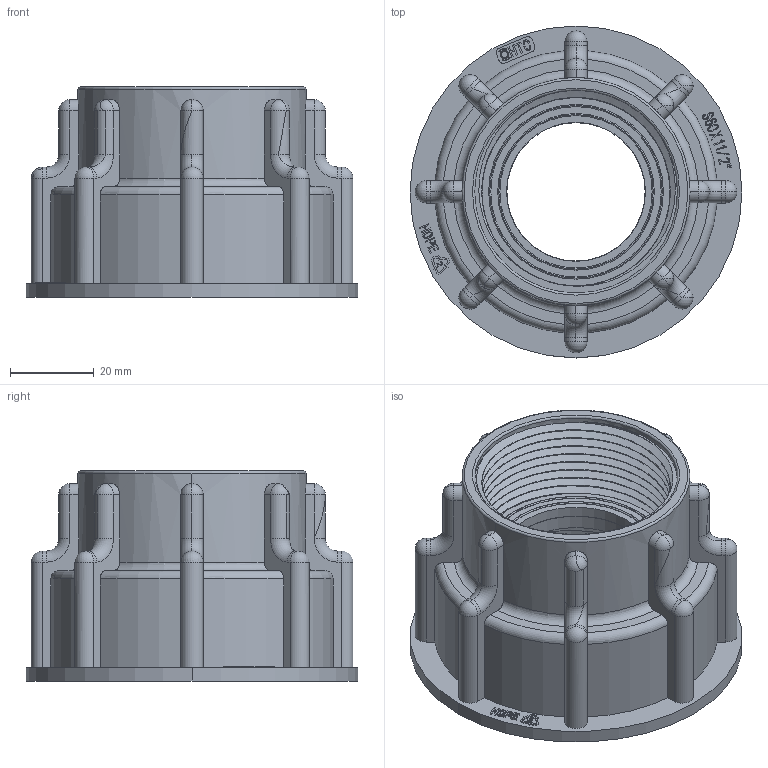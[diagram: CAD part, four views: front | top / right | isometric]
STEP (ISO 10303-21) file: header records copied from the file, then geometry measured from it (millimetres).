
FILE_DESCRIPTION(/* description */ (''),/* implementation_level */ '2;1');
FILE_NAME(/* name */ 'IB0002.S60.050_S60x1-12_20251227_1758.stp',/* time_stamp */ '2025-12-27T17:58:40+08:00',/* author */ (''),/* organization */ (''),/* preprocessor_version */ 'ST-DEVELOPER v16.7',/* originating_system */ 'SIEMENS PLM Software NX 12.0',/* authorisation */ '');
FILE_SCHEMA (('AP203_CONFIGURATION_CONTROLLED_3D_DESIGN_OF_MECHANICAL_PARTS_AND_ASSEMBLIES_MIM_LF { 1 0 10303 403 2 1 2}'));
Length unit declared in the file: millimetre
Products named in the file (1): Admi3DFCC5BBx8sk
Bounding box: 79.2 x 79.2 x 50.1 mm (x, y, z)
Volume: 61178.2 mm3; surface area: 38658.3 mm2
Topology: 3 solids, 3 shells, 992 faces, 2742 edges, 1781 vertices
Faces by surface type: plane 674, cylinder 158, extrusion 83, torus 38, sphere 34, bspline 5
Full cylindrical faces by diameter (mm): 1.543 x1, 1.954 x1, 33.15 x1, 36.346 x1, 37.366 x1, 40.664 x1, 41.684 x1, 44.88 x1, 45 x1, 48.4 x10, 55.5 x1
Entity records: 41406 total; most frequent: CARTESIAN_POINT 10087, ORIENTED_EDGE 5316, DIRECTION 4603, EDGE_CURVE 2658, VECTOR 2159, LINE 2076, VERTEX_POINT 1751, AXIS2_PLACEMENT_3D 1222
